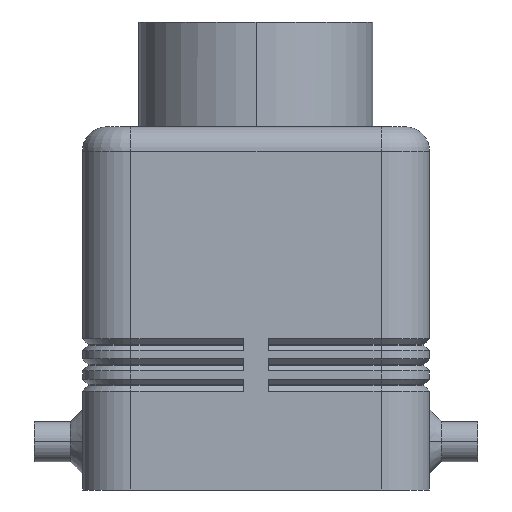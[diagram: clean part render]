
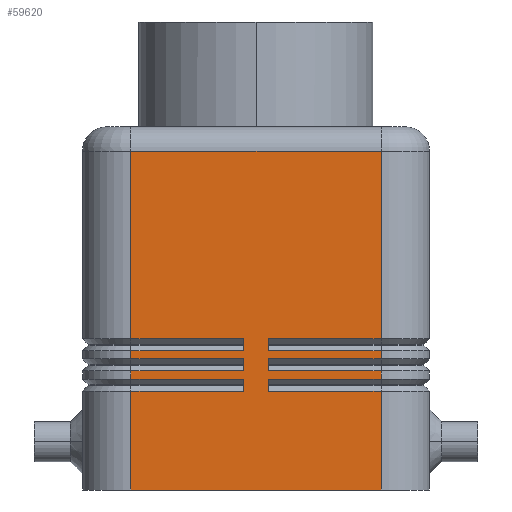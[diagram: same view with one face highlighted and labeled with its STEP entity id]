
A CAD part, left-side view. The second image highlights one B-rep face of the part: STEP entity #59620.
In plain terms, the highlighted planar face has unit normal (-1, 0, 0).
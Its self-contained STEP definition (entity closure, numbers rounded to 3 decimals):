
#1080=CARTESIAN_POINT('',(-36.5,-15.5,13.75));
#1090=VERTEX_POINT('',#1080);
#1530=CARTESIAN_POINT('',(-36.5,-15.5,12.25));
#1540=DIRECTION('',(0.,0.,-1.));
#1550=VECTOR('',#1540,1.);
#1560=LINE('',#1530,#1550);
#1570=CARTESIAN_POINT('',(-36.5,-15.5,12.25));
#1580=VERTEX_POINT('',#1570);
#1590=CARTESIAN_POINT('',(-36.5,-15.5,0.));
#1600=VERTEX_POINT('',#1590);
#1610=EDGE_CURVE('',#1580,#1600,#1560,.T.);
#3820=CARTESIAN_POINT('',(-36.5,-15.5,16.25));
#3830=VERTEX_POINT('',#3820);
#4270=CARTESIAN_POINT('',(-36.5,-15.5,14.75));
#4280=DIRECTION('',(0.,0.,-1.));
#4290=VECTOR('',#4280,1.);
#4300=LINE('',#4270,#4290);
#4310=CARTESIAN_POINT('',(-36.5,-15.5,14.75));
#4320=VERTEX_POINT('',#4310);
#4330=EDGE_CURVE('',#4320,#1090,#4300,.T.);
#5830=CARTESIAN_POINT('',(-36.5,-15.5,42.));
#5840=DIRECTION('',(0.,0.,-1.));
#5850=VECTOR('',#5840,1.);
#5860=LINE('',#5830,#5850);
#5870=CARTESIAN_POINT('',(-36.5,-15.5,42.));
#5880=VERTEX_POINT('',#5870);
#5890=CARTESIAN_POINT('',(-36.5,-15.5,18.75));
#5900=VERTEX_POINT('',#5890);
#5910=EDGE_CURVE('',#5880,#5900,#5860,.T.);
#7200=CARTESIAN_POINT('',(-36.5,-15.5,17.25));
#7210=DIRECTION('',(0.,0.,-1.));
#7220=VECTOR('',#7210,1.);
#7230=LINE('',#7200,#7220);
#7240=CARTESIAN_POINT('',(-36.5,-15.5,17.25));
#7250=VERTEX_POINT('',#7240);
#7260=EDGE_CURVE('',#7250,#3830,#7230,.T.);
#8910=CARTESIAN_POINT('',(-36.5,15.5,13.75));
#8920=VERTEX_POINT('',#8910);
#10230=CARTESIAN_POINT('',(-36.5,15.5,0.));
#10240=DIRECTION('',(0.,0.,1.));
#10250=VECTOR('',#10240,1.);
#10260=LINE('',#10230,#10250);
#10270=CARTESIAN_POINT('',(-36.5,15.5,0.));
#10280=VERTEX_POINT('',#10270);
#10290=CARTESIAN_POINT('',(-36.5,15.5,12.25));
#10300=VERTEX_POINT('',#10290);
#10310=EDGE_CURVE('',#10280,#10300,#10260,.T.);
#12380=CARTESIAN_POINT('',(-36.5,15.5,16.25));
#12390=DIRECTION('',(0.,0.,1.));
#12400=VECTOR('',#12390,1.);
#12410=LINE('',#12380,#12400);
#12420=CARTESIAN_POINT('',(-36.5,15.5,16.25));
#12430=VERTEX_POINT('',#12420);
#12440=CARTESIAN_POINT('',(-36.5,15.5,17.25));
#12450=VERTEX_POINT('',#12440);
#12460=EDGE_CURVE('',#12430,#12450,#12410,.T.);
#12870=CARTESIAN_POINT('',(-36.5,15.5,18.75));
#12880=DIRECTION('',(0.,0.,1.));
#12890=VECTOR('',#12880,1.);
#12900=LINE('',#12870,#12890);
#12910=CARTESIAN_POINT('',(-36.5,15.5,18.75));
#12920=VERTEX_POINT('',#12910);
#12930=CARTESIAN_POINT('',(-36.5,15.5,42.));
#12940=VERTEX_POINT('',#12930);
#12950=EDGE_CURVE('',#12920,#12940,#12900,.T.);
#14140=CARTESIAN_POINT('',(-36.5,15.5,13.75));
#14150=DIRECTION('',(0.,0.,1.));
#14160=VECTOR('',#14150,1.);
#14170=LINE('',#14140,#14160);
#14180=CARTESIAN_POINT('',(-36.5,15.5,14.75));
#14190=VERTEX_POINT('',#14180);
#14200=EDGE_CURVE('',#8920,#14190,#14170,.T.);
#21490=CARTESIAN_POINT('',(-36.5,15.5,42.));
#21500=DIRECTION('',(0.,-1.,0.));
#21510=VECTOR('',#21500,1.);
#21520=LINE('',#21490,#21510);
#21530=EDGE_CURVE('',#12940,#5880,#21520,.T.);
#53470=CARTESIAN_POINT('',(-36.5,1.5,17.25));
#53480=VERTEX_POINT('',#53470);
#53510=CARTESIAN_POINT('',(-36.5,0.,17.25));
#53520=DIRECTION('',(-0.,-1.,0.));
#53530=VECTOR('',#53520,1.);
#53540=LINE('',#53510,#53530);
#53550=EDGE_CURVE('',#12450,#53480,#53540,.T.);
#56360=CARTESIAN_POINT('',(-36.5,0.,18.75));
#56370=DIRECTION('',(0.,1.,0.));
#56380=VECTOR('',#56370,1.);
#56390=LINE('',#56360,#56380);
#56400=CARTESIAN_POINT('',(-36.5,1.5,18.75));
#56410=VERTEX_POINT('',#56400);
#56420=EDGE_CURVE('',#56410,#12920,#56390,.T.);
#57170=CARTESIAN_POINT('',(-36.5,1.5,14.75));
#57180=VERTEX_POINT('',#57170);
#57210=CARTESIAN_POINT('',(-36.5,0.,14.75));
#57220=DIRECTION('',(-0.,-1.,0.));
#57230=VECTOR('',#57220,1.);
#57240=LINE('',#57210,#57230);
#57250=EDGE_CURVE('',#14190,#57180,#57240,.T.);
#58290=CARTESIAN_POINT('',(-36.5,-18.6,-4.2));
#58300=DIRECTION('',(-1.,0.,0.));
#58310=DIRECTION('',(0.,1.,0.));
#58320=AXIS2_PLACEMENT_3D('',#58290,#58300,#58310);
#58330=PLANE('',#58320);
#58340=ORIENTED_EDGE('',*,*,#5910,.F.);
#58350=CARTESIAN_POINT('',(-36.5,0.,18.75));
#58360=DIRECTION('',(-0.,1.,0.));
#58370=VECTOR('',#58360,1.);
#58380=LINE('',#58350,#58370);
#58390=CARTESIAN_POINT('',(-36.5,-1.5,18.75));
#58400=VERTEX_POINT('',#58390);
#58410=EDGE_CURVE('',#5900,#58400,#58380,.T.);
#58420=ORIENTED_EDGE('',*,*,#58410,.F.);
#58430=CARTESIAN_POINT('',(-36.5,-1.5,0.));
#58440=DIRECTION('',(-0.,-0.,-1.));
#58450=VECTOR('',#58440,1.);
#58460=LINE('',#58430,#58450);
#58470=CARTESIAN_POINT('',(-36.5,-1.5,17.25));
#58480=VERTEX_POINT('',#58470);
#58490=EDGE_CURVE('',#58400,#58480,#58460,.T.);
#58500=ORIENTED_EDGE('',*,*,#58490,.F.);
#58510=CARTESIAN_POINT('',(-36.5,0.,17.25));
#58520=DIRECTION('',(-0.,-1.,0.));
#58530=VECTOR('',#58520,1.);
#58540=LINE('',#58510,#58530);
#58550=EDGE_CURVE('',#58480,#7250,#58540,.T.);
#58560=ORIENTED_EDGE('',*,*,#58550,.F.);
#58570=ORIENTED_EDGE('',*,*,#7260,.F.);
#58580=CARTESIAN_POINT('',(-36.5,0.,16.25));
#58590=DIRECTION('',(-0.,1.,0.));
#58600=VECTOR('',#58590,1.);
#58610=LINE('',#58580,#58600);
#58620=CARTESIAN_POINT('',(-36.5,-1.5,16.25));
#58630=VERTEX_POINT('',#58620);
#58640=EDGE_CURVE('',#3830,#58630,#58610,.T.);
#58650=ORIENTED_EDGE('',*,*,#58640,.F.);
#58660=CARTESIAN_POINT('',(-36.5,-1.5,0.));
#58670=DIRECTION('',(-0.,-0.,-1.));
#58680=VECTOR('',#58670,1.);
#58690=LINE('',#58660,#58680);
#58700=CARTESIAN_POINT('',(-36.5,-1.5,14.75));
#58710=VERTEX_POINT('',#58700);
#58720=EDGE_CURVE('',#58630,#58710,#58690,.T.);
#58730=ORIENTED_EDGE('',*,*,#58720,.F.);
#58740=CARTESIAN_POINT('',(-36.5,0.,14.75));
#58750=DIRECTION('',(-0.,-1.,0.));
#58760=VECTOR('',#58750,1.);
#58770=LINE('',#58740,#58760);
#58780=EDGE_CURVE('',#58710,#4320,#58770,.T.);
#58790=ORIENTED_EDGE('',*,*,#58780,.F.);
#58800=ORIENTED_EDGE('',*,*,#4330,.F.);
#58810=CARTESIAN_POINT('',(-36.5,0.,13.75));
#58820=DIRECTION('',(-0.,1.,0.));
#58830=VECTOR('',#58820,1.);
#58840=LINE('',#58810,#58830);
#58850=CARTESIAN_POINT('',(-36.5,-1.5,13.75));
#58860=VERTEX_POINT('',#58850);
#58870=EDGE_CURVE('',#1090,#58860,#58840,.T.);
#58880=ORIENTED_EDGE('',*,*,#58870,.F.);
#58890=CARTESIAN_POINT('',(-36.5,-1.5,0.));
#58900=DIRECTION('',(-0.,-0.,-1.));
#58910=VECTOR('',#58900,1.);
#58920=LINE('',#58890,#58910);
#58930=CARTESIAN_POINT('',(-36.5,-1.5,12.25));
#58940=VERTEX_POINT('',#58930);
#58950=EDGE_CURVE('',#58860,#58940,#58920,.T.);
#58960=ORIENTED_EDGE('',*,*,#58950,.F.);
#58970=CARTESIAN_POINT('',(-36.5,0.,12.25));
#58980=DIRECTION('',(-0.,-1.,0.));
#58990=VECTOR('',#58980,1.);
#59000=LINE('',#58970,#58990);
#59010=EDGE_CURVE('',#58940,#1580,#59000,.T.);
#59020=ORIENTED_EDGE('',*,*,#59010,.F.);
#59030=ORIENTED_EDGE('',*,*,#1610,.F.);
#59040=CARTESIAN_POINT('',(-36.5,0.,-0.));
#59050=DIRECTION('',(-0.,1.,0.));
#59060=VECTOR('',#59050,1.);
#59070=LINE('',#59040,#59060);
#59080=EDGE_CURVE('',#1600,#10280,#59070,.T.);
#59090=ORIENTED_EDGE('',*,*,#59080,.F.);
#59100=ORIENTED_EDGE('',*,*,#10310,.F.);
#59110=CARTESIAN_POINT('',(-36.5,0.,12.25));
#59120=DIRECTION('',(-0.,-1.,0.));
#59130=VECTOR('',#59120,1.);
#59140=LINE('',#59110,#59130);
#59150=CARTESIAN_POINT('',(-36.5,1.5,12.25));
#59160=VERTEX_POINT('',#59150);
#59170=EDGE_CURVE('',#10300,#59160,#59140,.T.);
#59180=ORIENTED_EDGE('',*,*,#59170,.F.);
#59190=CARTESIAN_POINT('',(-36.5,1.5,0.));
#59200=DIRECTION('',(-0.,-0.,1.));
#59210=VECTOR('',#59200,1.);
#59220=LINE('',#59190,#59210);
#59230=CARTESIAN_POINT('',(-36.5,1.5,13.75));
#59240=VERTEX_POINT('',#59230);
#59250=EDGE_CURVE('',#59160,#59240,#59220,.T.);
#59260=ORIENTED_EDGE('',*,*,#59250,.F.);
#59270=CARTESIAN_POINT('',(-36.5,0.,13.75));
#59280=DIRECTION('',(-0.,1.,0.));
#59290=VECTOR('',#59280,1.);
#59300=LINE('',#59270,#59290);
#59310=EDGE_CURVE('',#59240,#8920,#59300,.T.);
#59320=ORIENTED_EDGE('',*,*,#59310,.F.);
#59330=ORIENTED_EDGE('',*,*,#14200,.F.);
#59340=ORIENTED_EDGE('',*,*,#57250,.F.);
#59350=CARTESIAN_POINT('',(-36.5,1.5,0.));
#59360=DIRECTION('',(-0.,-0.,1.));
#59370=VECTOR('',#59360,1.);
#59380=LINE('',#59350,#59370);
#59390=CARTESIAN_POINT('',(-36.5,1.5,16.25));
#59400=VERTEX_POINT('',#59390);
#59410=EDGE_CURVE('',#57180,#59400,#59380,.T.);
#59420=ORIENTED_EDGE('',*,*,#59410,.F.);
#59430=CARTESIAN_POINT('',(-36.5,0.,16.25));
#59440=DIRECTION('',(-0.,1.,0.));
#59450=VECTOR('',#59440,1.);
#59460=LINE('',#59430,#59450);
#59470=EDGE_CURVE('',#59400,#12430,#59460,.T.);
#59480=ORIENTED_EDGE('',*,*,#59470,.F.);
#59490=ORIENTED_EDGE('',*,*,#12460,.F.);
#59500=ORIENTED_EDGE('',*,*,#53550,.F.);
#59510=CARTESIAN_POINT('',(-36.5,1.5,0.));
#59520=DIRECTION('',(-0.,-0.,1.));
#59530=VECTOR('',#59520,1.);
#59540=LINE('',#59510,#59530);
#59550=EDGE_CURVE('',#53480,#56410,#59540,.T.);
#59560=ORIENTED_EDGE('',*,*,#59550,.F.);
#59570=ORIENTED_EDGE('',*,*,#56420,.F.);
#59580=ORIENTED_EDGE('',*,*,#12950,.F.);
#59590=ORIENTED_EDGE('',*,*,#21530,.F.);
#59600=EDGE_LOOP('',(#59590,#59580,#59570,#59560,#59500,#59490,#59480,
#59420,#59340,#59330,#59320,#59260,#59180,#59100,#59090,#59030,#59020,
#58960,#58880,#58800,#58790,#58730,#58650,#58570,#58560,#58500,#58420,
#58340));
#59610=FACE_OUTER_BOUND('',#59600,.T.);
#59620=ADVANCED_FACE('',(#59610),#58330,.T.);
